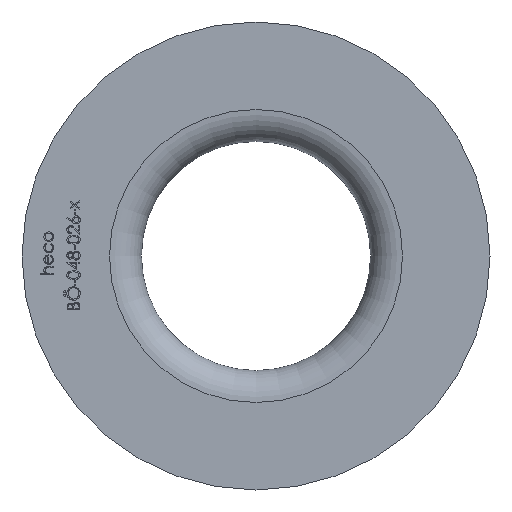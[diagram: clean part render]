
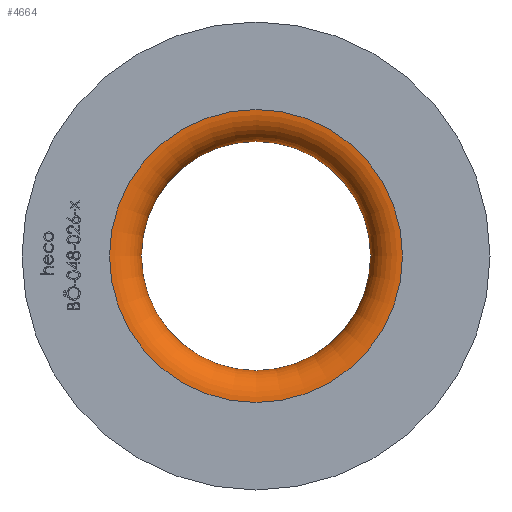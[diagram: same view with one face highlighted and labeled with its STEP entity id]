
A CAD part, left-side view. The second image highlights one B-rep face of the part: STEP entity #4664.
In plain terms, the highlighted toroidal (fillet/blend) face has major radius 27.55 mm and minor radius 6 mm.
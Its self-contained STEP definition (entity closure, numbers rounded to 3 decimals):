
#152 = FACE_OUTER_BOUND ( 'NONE', #12750, .T. ) ;
#398 = ORIENTED_EDGE ( 'NONE', *, *, #11048, .F. ) ;
#825 = CARTESIAN_POINT ( 'NONE',  ( 6., 0., 21.55 ) ) ;
#921 = CARTESIAN_POINT ( 'NONE',  ( 0., 0., 0. ) ) ;
#982 = VERTEX_POINT ( 'NONE', #15486 ) ;
#2149 = CARTESIAN_POINT ( 'NONE',  ( 6., 0., 0. ) ) ;
#2352 = TOROIDAL_SURFACE ( 'NONE', #5123, 27.55, 6. ) ;
#2677 = EDGE_LOOP ( 'NONE', ( #5727 ) ) ;
#3347 = CIRCLE ( 'NONE', #5361, 21.55 ) ;
#3479 = FACE_OUTER_BOUND ( 'NONE', #2677, .T. ) ;
#4429 = DIRECTION ( 'NONE',  ( 0., 0., 1. ) ) ;
#4664 = ADVANCED_FACE ( 'NONE', ( #152, #3479 ), #2352, .T. ) ;
#5123 = AXIS2_PLACEMENT_3D ( 'NONE', #8997, #13642, #11342 ) ;
#5361 = AXIS2_PLACEMENT_3D ( 'NONE', #2149, #9508, #4429 ) ;
#5727 = ORIENTED_EDGE ( 'NONE', *, *, #7632, .T. ) ;
#5826 = DIRECTION ( 'NONE',  ( 0., 0., 1. ) ) ;
#7632 = EDGE_CURVE ( 'NONE', #982, #982, #13717, .T. ) ;
#8997 = CARTESIAN_POINT ( 'NONE',  ( 6., 0., 0. ) ) ;
#9297 = VERTEX_POINT ( 'NONE', #825 ) ;
#9508 = DIRECTION ( 'NONE',  ( -1., 0., 0. ) ) ;
#10616 = DIRECTION ( 'NONE',  ( -1., 0., 0. ) ) ;
#11048 = EDGE_CURVE ( 'NONE', #9297, #9297, #3347, .T. ) ;
#11342 = DIRECTION ( 'NONE',  ( 0., 0., 1. ) ) ;
#12750 = EDGE_LOOP ( 'NONE', ( #398 ) ) ;
#13642 = DIRECTION ( 'NONE',  ( -1., 0., 0. ) ) ;
#13717 = CIRCLE ( 'NONE', #13961, 27.55 ) ;
#13961 = AXIS2_PLACEMENT_3D ( 'NONE', #921, #10616, #5826 ) ;
#15486 = CARTESIAN_POINT ( 'NONE',  ( 0., 0., 27.55 ) ) ;
